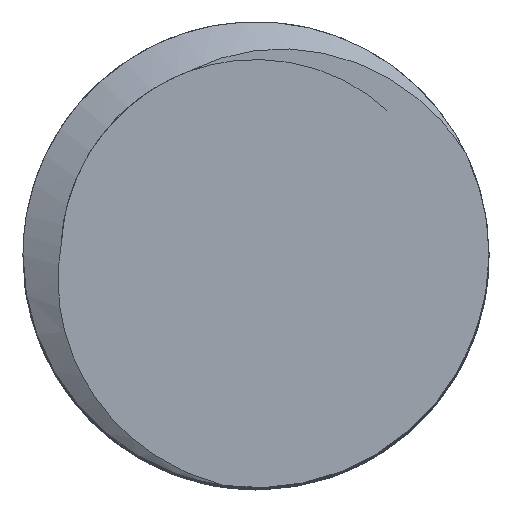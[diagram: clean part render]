
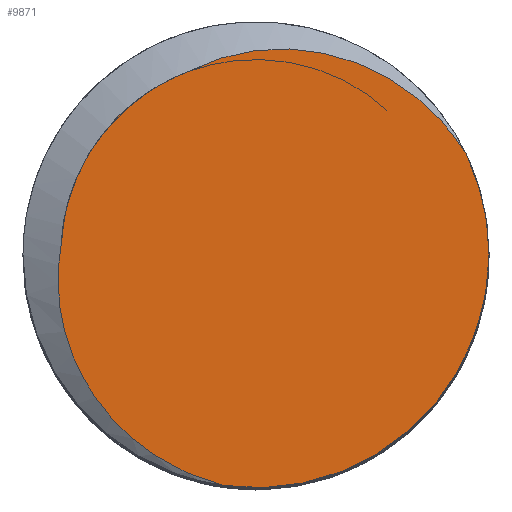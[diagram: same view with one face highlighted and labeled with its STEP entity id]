
A CAD part, top view. The second image highlights one B-rep face of the part: STEP entity #9871.
In plain terms, the highlighted planar face has unit normal (0, 0, 1).
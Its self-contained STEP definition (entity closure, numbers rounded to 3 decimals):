
#4 = CARTESIAN_POINT ( 'NONE',  ( -3.501, 2.307, 72. ) ) ;
#108 = CARTESIAN_POINT ( 'NONE',  ( -2.685, 3.221, 72. ) ) ;
#300 = CARTESIAN_POINT ( 'NONE',  ( -1.189, 4.064, 72. ) ) ;
#308 = ORIENTED_EDGE ( 'NONE', *, *, #9213, .F. ) ;
#407 = CARTESIAN_POINT ( 'NONE',  ( 2.14, 4.132, 72. ) ) ;
#465 = DIRECTION ( 'NONE',  ( 0., 0., 1. ) ) ;
#766 = ORIENTED_EDGE ( 'NONE', *, *, #6075, .F. ) ;
#830 = FACE_OUTER_BOUND ( 'NONE', #9206, .T. ) ;
#898 = CARTESIAN_POINT ( 'NONE',  ( -4.167, 0.592, 72. ) ) ;
#917 = CARTESIAN_POINT ( 'NONE',  ( -4.235, -0.958, 72. ) ) ;
#933 = ORIENTED_EDGE ( 'NONE', *, *, #1752, .T. ) ;
#950 = CARTESIAN_POINT ( 'NONE',  ( -4.088, 1., 72. ) ) ;
#1153 = AXIS2_PLACEMENT_3D ( 'NONE', #4601, #465, #6289 ) ;
#1189 = CARTESIAN_POINT ( 'NONE',  ( 2.402, 4.024, 72. ) ) ;
#1293 = CARTESIAN_POINT ( 'NONE',  ( -1.443, 3.932, 72. ) ) ;
#1737 = B_SPLINE_CURVE_WITH_KNOTS ( 'NONE', 3,
 ( #9407, #3486, #5268, #6945, #2697, #5163, #2750, #9510, #9563, #6167, #917, #6108, #4325, #6790 ),
 .UNSPECIFIED., .F., .F.,
 ( 4, 2, 2, 2, 2, 2, 4 ),
 ( 0., 0.002, 0.003, 0.004, 0.005, 0.006, 0.007 ),
 .UNSPECIFIED. ) ;
#1752 = EDGE_CURVE ( 'NONE', #3706, #10415, #8647, .T. ) ;
#2025 = CARTESIAN_POINT ( 'NONE',  ( 0.468, 4.426, 72. ) ) ;
#2137 = ORIENTED_EDGE ( 'NONE', *, *, #2220, .T. ) ;
#2208 = VERTEX_POINT ( 'NONE', #1293 ) ;
#2220 = EDGE_CURVE ( 'NONE', #9120, #3706, #5082, .T. ) ;
#2356 = CARTESIAN_POINT ( 'NONE',  ( 4.507, 2.165, 72. ) ) ;
#2622 = CARTESIAN_POINT ( 'NONE',  ( -3.609, 2.134, 72. ) ) ;
#2697 = CARTESIAN_POINT ( 'NONE',  ( -3.117, -3.534, 72. ) ) ;
#2750 = CARTESIAN_POINT ( 'NONE',  ( -3.75, -2.583, 72. ) ) ;
#2970 = CARTESIAN_POINT ( 'NONE',  ( 3.149, 3.605, 72. ) ) ;
#3201 = DIRECTION ( 'NONE',  ( 0., 0., 1. ) ) ;
#3466 = CARTESIAN_POINT ( 'NONE',  ( -2.197, 3.589, 72. ) ) ;
#3486 = CARTESIAN_POINT ( 'NONE',  ( -1.251, -4.809, 72. ) ) ;
#3621 = B_SPLINE_CURVE_WITH_KNOTS ( 'NONE', 3,
 ( #8557, #898, #950, #5197, #11009, #2622, #4, #7543, #5145, #10275, #108, #3466, #4359, #4309 ),
 .UNSPECIFIED., .F., .F.,
 ( 4, 2, 2, 2, 2, 2, 4 ),
 ( 0., 0.001, 0.002, 0.002, 0.003, 0.004, 0.005 ),
 .UNSPECIFIED. ) ;
#3706 = VERTEX_POINT ( 'NONE', #5141 ) ;
#3711 = CARTESIAN_POINT ( 'NONE',  ( -0.925, 4.168, 72. ) ) ;
#3816 = CARTESIAN_POINT ( 'NONE',  ( 2.909, 3.76, 72. ) ) ;
#4238 = AXIS2_PLACEMENT_3D ( 'NONE', #5975, #8546, #5024 ) ;
#4243 = PLANE ( 'NONE',  #4238 ) ;
#4309 = CARTESIAN_POINT ( 'NONE',  ( -1.443, 3.932, 72. ) ) ;
#4325 = CARTESIAN_POINT ( 'NONE',  ( -4.233, -0.103, 72. ) ) ;
#4359 = CARTESIAN_POINT ( 'NONE',  ( -1.831, 3.789, 72. ) ) ;
#4377 = CARTESIAN_POINT ( 'NONE',  ( -0.696, -4.951, 72. ) ) ;
#4601 = CARTESIAN_POINT ( 'NONE',  ( 0., 0., 72. ) ) ;
#5024 = DIRECTION ( 'NONE',  ( 1., 0., 0. ) ) ;
#5082 = CIRCLE ( 'NONE', #1153, 5. ) ;
#5141 = CARTESIAN_POINT ( 'NONE',  ( 5., 0., 72. ) ) ;
#5145 = CARTESIAN_POINT ( 'NONE',  ( -3.126, 2.795, 72. ) ) ;
#5163 = CARTESIAN_POINT ( 'NONE',  ( -3.609, -2.829, 72. ) ) ;
#5197 = CARTESIAN_POINT ( 'NONE',  ( -3.883, 1.583, 72. ) ) ;
#5268 = CARTESIAN_POINT ( 'NONE',  ( -1.769, -4.58, 72. ) ) ;
#5432 = CARTESIAN_POINT ( 'NONE',  ( -1.443, 3.932, 72. ) ) ;
#5491 = ORIENTED_EDGE ( 'NONE', *, *, #7638, .F. ) ;
#5975 = CARTESIAN_POINT ( 'NONE',  ( 0., 0., 72. ) ) ;
#6075 = EDGE_CURVE ( 'NONE', #2208, #10415, #6695, .T. ) ;
#6108 = CARTESIAN_POINT ( 'NONE',  ( -4.252, -0.391, 72. ) ) ;
#6167 = CARTESIAN_POINT ( 'NONE',  ( -4.199, -1.238, 72. ) ) ;
#6289 = DIRECTION ( 'NONE',  ( 1., 0., 0. ) ) ;
#6335 = CARTESIAN_POINT ( 'NONE',  ( 3.818, 3.084, 72. ) ) ;
#6609 = VERTEX_POINT ( 'NONE', #8712 ) ;
#6695 = B_SPLINE_CURVE_WITH_KNOTS ( 'NONE', 3,
 ( #5432, #300, #3711, #9624, #7114, #2025, #7894, #10615, #8061, #407, #1189, #3816, #2970, #6335, #8793, #10407 ),
 .UNSPECIFIED., .F., .F.,
 ( 4, 2, 2, 2, 2, 2, 2, 4 ),
 ( 0., 0.001, 0.002, 0.003, 0.003, 0.004, 0.005, 0.007 ),
 .UNSPECIFIED. ) ;
#6790 = CARTESIAN_POINT ( 'NONE',  ( -4.184, 0.18, 72. ) ) ;
#6945 = CARTESIAN_POINT ( 'NONE',  ( -2.715, -3.933, 72. ) ) ;
#7114 = CARTESIAN_POINT ( 'NONE',  ( -0.099, 4.378, 72. ) ) ;
#7207 = AXIS2_PLACEMENT_3D ( 'NONE', #10852, #3201, #10673 ) ;
#7543 = CARTESIAN_POINT ( 'NONE',  ( -3.26, 2.637, 72. ) ) ;
#7638 = EDGE_CURVE ( 'NONE', #6609, #2208, #3621, .T. ) ;
#7894 = CARTESIAN_POINT ( 'NONE',  ( 0.751, 4.422, 72. ) ) ;
#8061 = CARTESIAN_POINT ( 'NONE',  ( 1.598, 4.298, 72. ) ) ;
#8546 = DIRECTION ( 'NONE',  ( 0., 0., 1. ) ) ;
#8557 = CARTESIAN_POINT ( 'NONE',  ( -4.184, 0.18, 72. ) ) ;
#8647 = CIRCLE ( 'NONE', #7207, 5. ) ;
#8712 = CARTESIAN_POINT ( 'NONE',  ( -4.184, 0.18, 72. ) ) ;
#8793 = CARTESIAN_POINT ( 'NONE',  ( 4.203, 2.651, 72. ) ) ;
#9120 = VERTEX_POINT ( 'NONE', #4377 ) ;
#9206 = EDGE_LOOP ( 'NONE', ( #308, #2137, #933, #766, #5491 ) ) ;
#9213 = EDGE_CURVE ( 'NONE', #9120, #6609, #1737, .T. ) ;
#9407 = CARTESIAN_POINT ( 'NONE',  ( -0.696, -4.951, 72. ) ) ;
#9510 = CARTESIAN_POINT ( 'NONE',  ( -3.98, -2.067, 72. ) ) ;
#9563 = CARTESIAN_POINT ( 'NONE',  ( -4.072, -1.795, 72. ) ) ;
#9624 = CARTESIAN_POINT ( 'NONE',  ( -0.382, 4.325, 72. ) ) ;
#9871 = ADVANCED_FACE ( 'NONE', ( #830 ), #4243, .T. ) ;
#10275 = CARTESIAN_POINT ( 'NONE',  ( -2.838, 3.087, 72. ) ) ;
#10407 = CARTESIAN_POINT ( 'NONE',  ( 4.507, 2.165, 72. ) ) ;
#10415 = VERTEX_POINT ( 'NONE', #2356 ) ;
#10615 = CARTESIAN_POINT ( 'NONE',  ( 1.315, 4.359, 72. ) ) ;
#10673 = DIRECTION ( 'NONE',  ( 1., 0., 0. ) ) ;
#10852 = CARTESIAN_POINT ( 'NONE',  ( 0., 0., 72. ) ) ;
#11009 = CARTESIAN_POINT ( 'NONE',  ( -3.8, 1.773, 72. ) ) ;
